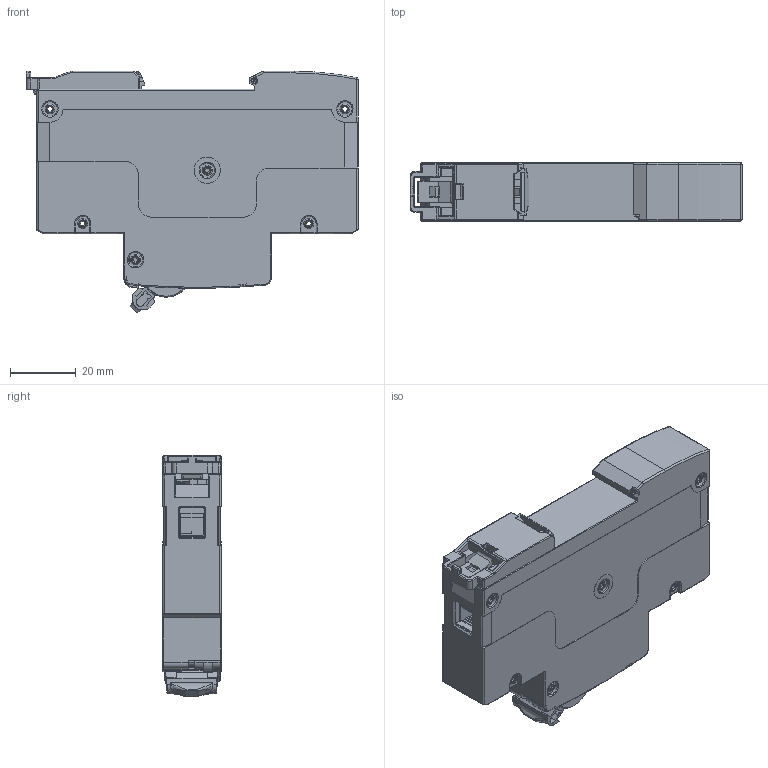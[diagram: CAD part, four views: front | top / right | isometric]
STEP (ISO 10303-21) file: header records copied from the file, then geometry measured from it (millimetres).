
FILE_DESCRIPTION((''),'2;1');
FILE_NAME('222','2023-07-14T13:48:23',('shaojh'),(''),'CREO PARAMETRIC BY PTC INC, 2020044','CREO PARAMETRIC BY PTC INC, 2020044','');
FILE_SCHEMA(('CONFIG_CONTROL_DESIGN','SHAPE_APPEARANCE_LAYERS_GROUPS'));
Products named in the file (1): 222
Bounding box: 101.3 x 17.8 x 73.64 mm (x, y, z)
Volume: 63345.5 mm3; surface area: 52558.8 mm2
Topology: 1 solids, 25 shells, 4329 faces, 12164 edges, 7860 vertices
Faces by surface type: plane 3237, cylinder 825, torus 118, cone 90, bspline 45, sphere 14
Entity records: 148530 total; most frequent: CARTESIAN_POINT 28946, ORIENTED_EDGE 24271, DIRECTION 22246, EDGE_CURVE 12144, VECTOR 9710, LINE 9710, VERTEX_POINT 7861, AXIS2_PLACEMENT_3D 6268
